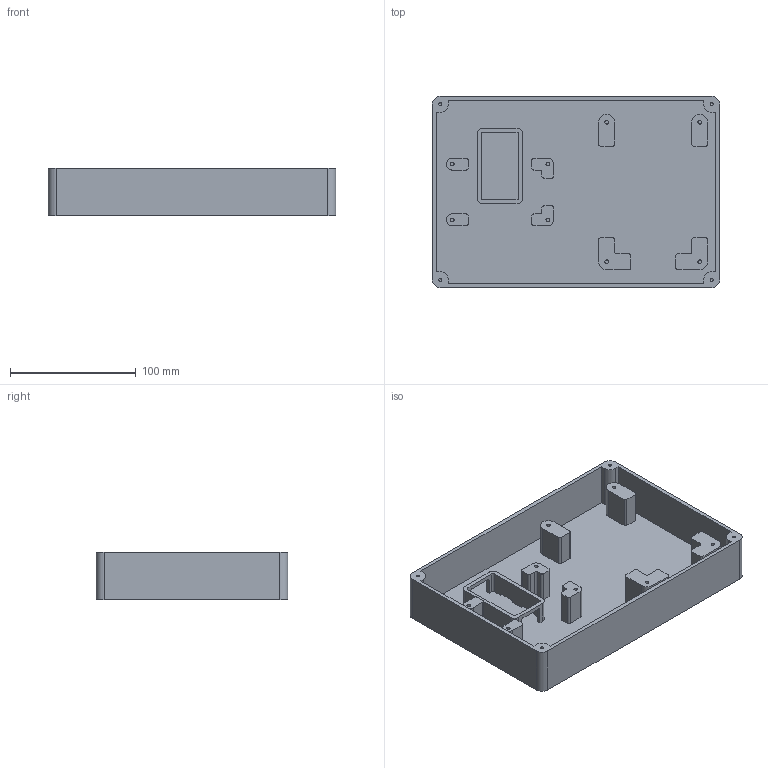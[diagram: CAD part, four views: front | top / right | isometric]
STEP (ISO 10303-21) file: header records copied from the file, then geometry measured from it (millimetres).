
FILE_DESCRIPTION(/* description */ ('STEP AP242','CAx-IF Rec.Pracs.---Representation and Presentation of Product Manufacturing Information (PMI)---4.0---2014-10-13','CAx-IF Rec.Pracs.---3D Tessellated Geometry---0.4---2014-09-14','2;1'),/* implementation_level */ '2;1');
FILE_NAME(/* name */ '67c9a4280b57293dfba3ea8a',/* time_stamp */ '2025-03-06T13:33:28Z',/* author */ (''),/* organization */ (''),/* preprocessor_version */ 'ST-DEVELOPER v20',/* originating_system */ 'ONSHAPE BY PTC INC, 1.194',/* authorisation */ ' ');
FILE_SCHEMA (('AP242_MANAGED_MODEL_BASED_3D_ENGINEERING_MIM_LF { 1 0 10303 442 1 1 4 }'));
Length unit declared in the file: metre
Products named in the file (1): Part 1
Bounding box: 228.6 x 152.4 x 38.1 mm (x, y, z)
Volume: 268912.3 mm3; surface area: 144770.4 mm2
Topology: 1 solids, 1 shells, 170 faces, 468 edges, 312 vertices
Faces by surface type: plane 90, cylinder 76, cone 4
Full cylindrical faces by diameter (mm): 2.381 x4, 2.9 x8
Entity records: 5354 total; most frequent: DIRECTION 938, CARTESIAN_POINT 923, ORIENTED_EDGE 888, EDGE_CURVE 444, AXIS2_PLACEMENT_3D 323, VERTEX_POINT 308, LINE 292, VECTOR 292
